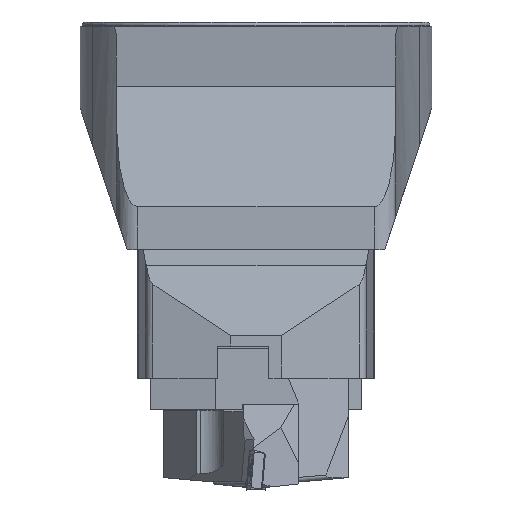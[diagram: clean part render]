
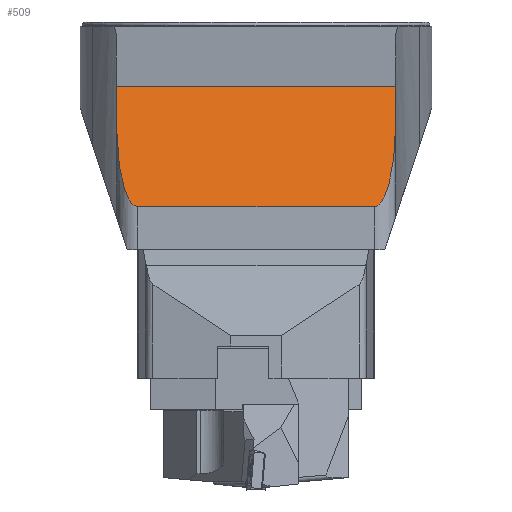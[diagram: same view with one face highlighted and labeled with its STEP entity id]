
A CAD part, left-side view. The second image highlights one B-rep face of the part: STEP entity #509.
In plain terms, the highlighted planar face has unit normal (-0.966, 0, 0.259).
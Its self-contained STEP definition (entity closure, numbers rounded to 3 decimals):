
#289=ELLIPSE('',#3992,38.637,10.);
#290=ELLIPSE('',#3993,38.637,10.);
#335=FACE_OUTER_BOUND('',#1022,.T.);
#509=ADVANCED_FACE('',(#335),#713,.F.);
#713=PLANE('',#3994);
#1022=EDGE_LOOP('',(#1320,#1321,#1322,#1323,#1324,#1325));
#1320=ORIENTED_EDGE('',*,*,#2626,.T.);
#1321=ORIENTED_EDGE('',*,*,#2627,.T.);
#1322=ORIENTED_EDGE('',*,*,#2620,.F.);
#1323=ORIENTED_EDGE('',*,*,#2628,.T.);
#1324=ORIENTED_EDGE('',*,*,#2629,.T.);
#1325=ORIENTED_EDGE('',*,*,#2630,.T.);
#2278=VERTEX_POINT('',#5499);
#2279=VERTEX_POINT('',#5500);
#2282=VERTEX_POINT('',#5511);
#2283=VERTEX_POINT('',#5512);
#2284=VERTEX_POINT('',#5515);
#2285=VERTEX_POINT('',#5517);
#2620=EDGE_CURVE('',#2278,#2279,#3094,.T.);
#2626=EDGE_CURVE('',#2282,#2283,#3100,.T.);
#2627=EDGE_CURVE('',#2283,#2279,#289,.T.);
#2628=EDGE_CURVE('',#2278,#2284,#290,.T.);
#2629=EDGE_CURVE('',#2284,#2285,#3101,.T.);
#2630=EDGE_CURVE('',#2285,#2282,#3102,.T.);
#3094=LINE('',#5498,#3465);
#3100=LINE('',#5510,#3471);
#3101=LINE('',#5516,#3472);
#3102=LINE('',#5518,#3473);
#3465=VECTOR('',#4404,1.);
#3471=VECTOR('',#4414,1.);
#3472=VECTOR('',#4419,1.);
#3473=VECTOR('',#4420,1.);
#3992=AXIS2_PLACEMENT_3D('',#5513,#4415,#4416);
#3993=AXIS2_PLACEMENT_3D('',#5514,#4417,#4418);
#3994=AXIS2_PLACEMENT_3D('',#5519,#4421,#4422);
#4404=DIRECTION('',(0.,1.,0.));
#4414=DIRECTION('',(-0.259,0.,-0.966));
#4415=DIRECTION('',(-0.966,0.,0.259));
#4416=DIRECTION('',(-0.259,0.,-0.966));
#4417=DIRECTION('',(-0.966,0.,0.259));
#4418=DIRECTION('',(0.259,0.,0.966));
#4419=DIRECTION('',(0.259,0.,0.966));
#4420=DIRECTION('',(0.,1.,0.));
#4421=DIRECTION('',(0.966,0.,-0.259));
#4422=DIRECTION('',(0.259,0.,0.966));
#5498=CARTESIAN_POINT('',(-355.,-355.,-86.));
#5499=CARTESIAN_POINT('',(-355.,-55.,-86.));
#5500=CARTESIAN_POINT('',(-355.,55.,-86.));
#5510=CARTESIAN_POINT('',(-339.995,65.,-30.));
#5511=CARTESIAN_POINT('',(-339.995,65.,-30.));
#5512=CARTESIAN_POINT('',(-345.,65.,-48.679));
#5513=CARTESIAN_POINT('',(-345.,55.,-48.679));
#5514=CARTESIAN_POINT('',(-345.,-55.,-48.679));
#5515=CARTESIAN_POINT('',(-345.,-65.,-48.679));
#5516=CARTESIAN_POINT('',(-339.995,-65.,-30.));
#5517=CARTESIAN_POINT('',(-339.995,-65.,-30.));
#5518=CARTESIAN_POINT('',(-339.995,-355.,-30.));
#5519=CARTESIAN_POINT('',(-339.995,-355.,-30.));
